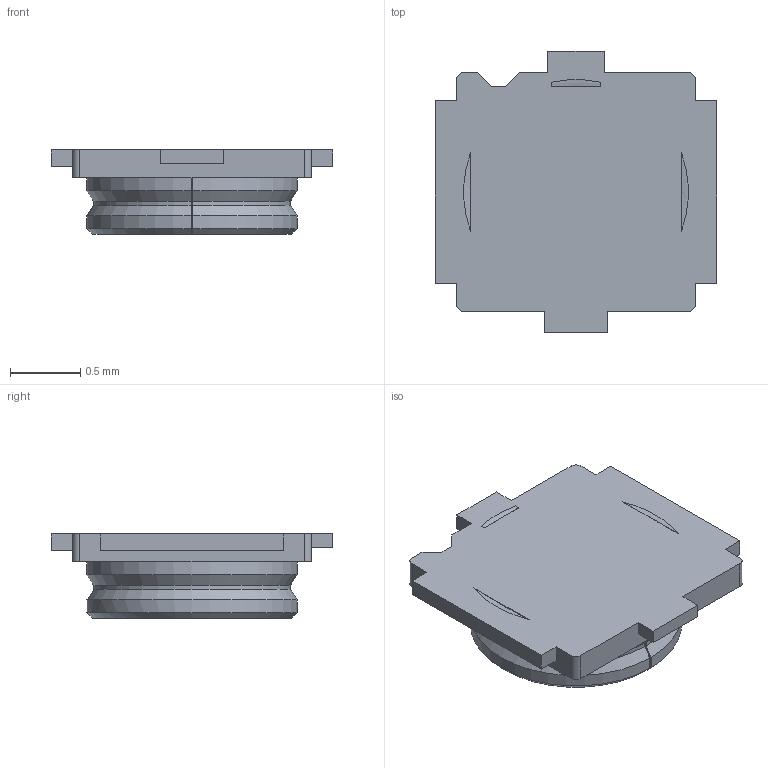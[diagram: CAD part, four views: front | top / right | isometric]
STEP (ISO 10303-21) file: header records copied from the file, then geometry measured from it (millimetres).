
FILE_DESCRIPTION((''),'2;1');
FILE_NAME('USS1202A1-001-SPG-50_SW0001','2019-02-04T',('Kaviyarasan'),(''),'CREO PARAMETRIC BY PTC INC, 2017020','CREO PARAMETRIC BY PTC INC, 2017020','');
FILE_SCHEMA(('CONFIG_CONTROL_DESIGN'));
Length unit declared in the file: inch
Products named in the file (1): USS1202A1-001-SPG-50_SW0001
Bounding box: 2 x 2 x 0.6 mm (x, y, z)
Volume: 0.9 mm3; surface area: 12.3 mm2
Topology: 1 solids, 1 shells, 57 faces, 158 edges, 108 vertices
Faces by surface type: plane 37, cylinder 10, torus 5, cone 3, bspline 2
Entity records: 1933 total; most frequent: CARTESIAN_POINT 404, ORIENTED_EDGE 316, DIRECTION 299, EDGE_CURVE 158, VECTOR 109, LINE 109, VERTEX_POINT 108, AXIS2_PLACEMENT_3D 95
